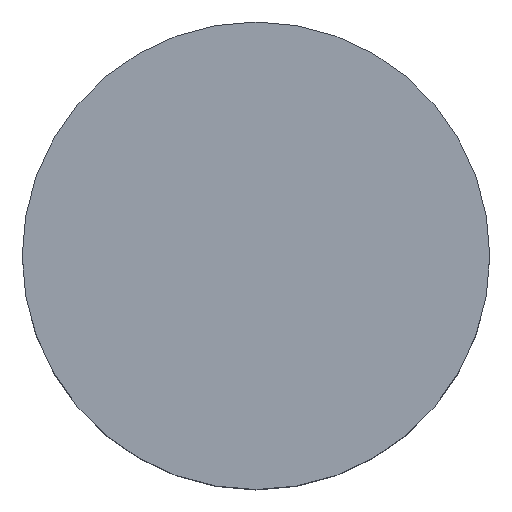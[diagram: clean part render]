
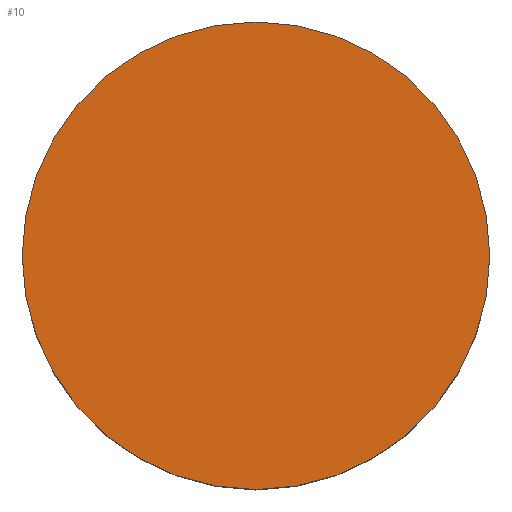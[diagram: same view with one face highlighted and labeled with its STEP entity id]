
A CAD part, top view. The second image highlights one B-rep face of the part: STEP entity #10.
In plain terms, the highlighted planar face has unit normal (0, 0, 1).
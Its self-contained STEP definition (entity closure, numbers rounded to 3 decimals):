
#1 = ORIENTED_EDGE ( 'NONE', *, *, #306, .T. ) ;
#6 = ORIENTED_EDGE ( 'NONE', *, *, #298, .T. ) ;
#10 = ADVANCED_FACE ( 'NONE', ( #302 ), #226, .T. ) ;
#44 = VERTEX_POINT ( 'NONE', #123 ) ;
#81 = DIRECTION ( 'NONE',  ( 0., 0., 1. ) ) ;
#85 = EDGE_LOOP ( 'NONE', ( #6, #1 ) ) ;
#97 = DIRECTION ( 'NONE',  ( 0., 0., 1. ) ) ;
#106 = CIRCLE ( 'NONE', #286, 3. ) ;
#109 = CARTESIAN_POINT ( 'NONE',  ( 3., 0., 0. ) ) ;
#123 = CARTESIAN_POINT ( 'NONE',  ( -3., 0., 0. ) ) ;
#174 = DIRECTION ( 'NONE',  ( 1., 0., 0. ) ) ;
#226 = PLANE ( 'NONE',  #230 ) ;
#230 = AXIS2_PLACEMENT_3D ( 'NONE', #304, #97, #174 ) ;
#235 = DIRECTION ( 'NONE',  ( 0., 0., 1. ) ) ;
#239 = DIRECTION ( 'NONE',  ( 1., 0., 0. ) ) ;
#242 = CARTESIAN_POINT ( 'NONE',  ( 0., 0., 0. ) ) ;
#251 = AXIS2_PLACEMENT_3D ( 'NONE', #242, #235, #289 ) ;
#262 = CARTESIAN_POINT ( 'NONE',  ( 0., 0., 0. ) ) ;
#267 = CIRCLE ( 'NONE', #251, 3. ) ;
#286 = AXIS2_PLACEMENT_3D ( 'NONE', #262, #81, #239 ) ;
#289 = DIRECTION ( 'NONE',  ( 1., 0., 0. ) ) ;
#298 = EDGE_CURVE ( 'NONE', #308, #44, #267, .T. ) ;
#302 = FACE_OUTER_BOUND ( 'NONE', #85, .T. ) ;
#304 = CARTESIAN_POINT ( 'NONE',  ( 0., 0., 0. ) ) ;
#306 = EDGE_CURVE ( 'NONE', #44, #308, #106, .T. ) ;
#308 = VERTEX_POINT ( 'NONE', #109 ) ;
